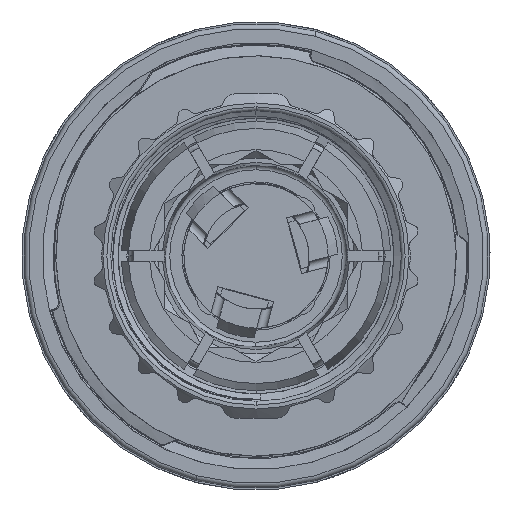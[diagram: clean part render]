
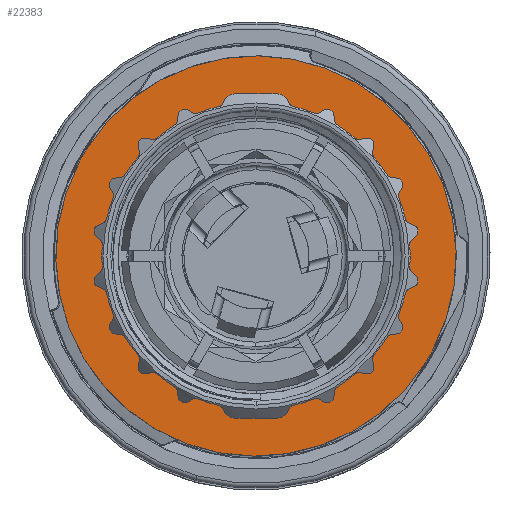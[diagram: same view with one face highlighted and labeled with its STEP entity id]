
A CAD part, front view. The second image highlights one B-rep face of the part: STEP entity #22383.
In plain terms, the highlighted planar face has unit normal (0, -1, 0).
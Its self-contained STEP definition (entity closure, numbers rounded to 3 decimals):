
#1082=CARTESIAN_POINT('',(0.,16.1,0.));
#1083=DIRECTION('',(0.,-1.,0.));
#1084=DIRECTION('',(0.883,0.,-0.469));
#1085=AXIS2_PLACEMENT_3D('',#1082,#1083,#1084);
#1353=DIRECTION('',(0.485,0.,0.875));
#1354=VECTOR('',#1353,0.726);
#1355=CARTESIAN_POINT('',(-18.365,16.1,9.765));
#1356=LINE('',#1355,#1354);
#1357=DIRECTION('',(-0.515,0.,-0.857));
#1358=VECTOR('',#1357,0.726);
#1359=CARTESIAN_POINT('',(-17.639,16.1,11.022));
#1360=LINE('',#1359,#1358);
#1361=DIRECTION('',(-0.485,0.,-0.875));
#1362=VECTOR('',#1361,0.726);
#1363=CARTESIAN_POINT('',(18.365,16.1,-9.765));
#1364=LINE('',#1363,#1362);
#1365=DIRECTION('',(0.515,0.,0.857));
#1366=VECTOR('',#1365,0.726);
#1367=CARTESIAN_POINT('',(17.639,16.1,-11.022));
#1368=LINE('',#1367,#1366);
#1369=CARTESIAN_POINT('',(0.,16.1,0.));
#1370=DIRECTION('',(0.,-1.,0.));
#1371=DIRECTION('',(-1.,0.,0.));
#1372=AXIS2_PLACEMENT_3D('',#1369,#1370,#1371);
#1374=CARTESIAN_POINT('',(0.,16.1,0.));
#1375=DIRECTION('',(0.,-1.,0.));
#1376=DIRECTION('',(1.,0.,0.));
#1377=AXIS2_PLACEMENT_3D('',#1374,#1375,#1376);
#1427=CARTESIAN_POINT('',(0.,16.1,0.));
#1428=DIRECTION('',(0.,-1.,0.));
#1429=DIRECTION('',(-0.883,0.,0.469));
#1430=AXIS2_PLACEMENT_3D('',#1427,#1428,#1429);
#18153=CARTESIAN_POINT('',(-14.2,16.1,0.));
#18154=CARTESIAN_POINT('',(14.2,16.1,0.));
#18155=VERTEX_POINT('',#18153);
#18156=VERTEX_POINT('',#18154);
#18545=CARTESIAN_POINT('',(-18.365,16.1,9.765));
#18547=VERTEX_POINT('',#18545);
#18557=CARTESIAN_POINT('',(-17.639,16.1,11.022));
#18559=VERTEX_POINT('',#18557);
#18565=CARTESIAN_POINT('',(18.365,16.1,-9.765));
#18567=VERTEX_POINT('',#18565);
#18581=CARTESIAN_POINT('',(17.639,16.1,-11.022));
#18583=VERTEX_POINT('',#18581);
#18585=CARTESIAN_POINT('',(18.013,16.1,-10.4));
#18587=VERTEX_POINT('',#18585);
#18618=CARTESIAN_POINT('',(-18.013,16.1,10.4));
#18619=VERTEX_POINT('',#18618);
#22362=CARTESIAN_POINT('',(0.,16.1,0.));
#22363=DIRECTION('',(0.,-1.,0.));
#22364=DIRECTION('',(-1.,0.,0.));
#22365=AXIS2_PLACEMENT_3D('',#22362,#22363,#22364);
#22366=PLANE('',#22365);
#22368=ORIENTED_EDGE('',*,*,#22367,.F.);
#22370=ORIENTED_EDGE('',*,*,#22369,.T.);
#22371=ORIENTED_EDGE('',*,*,#21993,.F.);
#22372=ORIENTED_EDGE('',*,*,#21804,.F.);
#22373=ORIENTED_EDGE('',*,*,#21541,.T.);
#22374=ORIENTED_EDGE('',*,*,#21284,.F.);
#22375=EDGE_LOOP('',(#22368,#22370,#22371,#22372,#22373,#22374));
#22376=FACE_OUTER_BOUND('',#22375,.F.);
#22378=ORIENTED_EDGE('',*,*,#22377,.T.);
#22380=ORIENTED_EDGE('',*,*,#22379,.T.);
#22381=EDGE_LOOP('',(#22378,#22380));
#22382=FACE_BOUND('',#22381,.F.);
#22383=ADVANCED_FACE('',(#22376,#22382),#22366,.T.);
#1086=CIRCLE('',#1085,20.8);
#1373=CIRCLE('',#1372,14.2);
#1378=CIRCLE('',#1377,14.2);
#1431=CIRCLE('',#1430,20.8);
#21284=EDGE_CURVE('',#18583,#18587,#1368,.T.);
#21541=EDGE_CURVE('',#18567,#18587,#1364,.T.);
#21804=EDGE_CURVE('',#18567,#18559,#1086,.T.);
#21993=EDGE_CURVE('',#18559,#18619,#1360,.T.);
#22367=EDGE_CURVE('',#18547,#18583,#1431,.T.);
#22369=EDGE_CURVE('',#18547,#18619,#1356,.T.);
#22377=EDGE_CURVE('',#18155,#18156,#1373,.T.);
#22379=EDGE_CURVE('',#18156,#18155,#1378,.T.);
